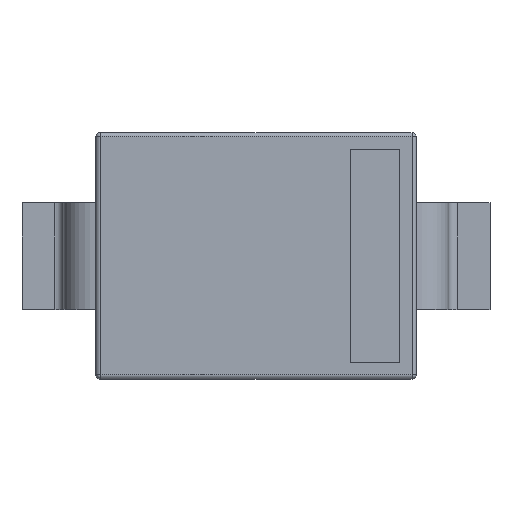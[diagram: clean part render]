
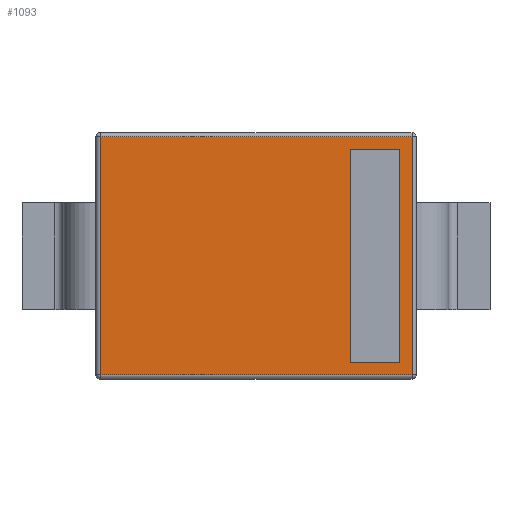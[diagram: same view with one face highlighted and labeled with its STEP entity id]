
A CAD part, top view. The second image highlights one B-rep face of the part: STEP entity #1093.
In plain terms, the highlighted planar face has unit normal (0, 0, 1).
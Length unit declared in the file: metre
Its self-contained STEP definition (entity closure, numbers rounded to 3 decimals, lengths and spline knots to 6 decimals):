
#297=ORIENTED_EDGE('',*,*,#525,.T.);
#298=ORIENTED_EDGE('',*,*,#526,.T.);
#299=ORIENTED_EDGE('',*,*,#527,.T.);
#300=ORIENTED_EDGE('',*,*,#528,.T.);
#525=EDGE_CURVE('',#653,#654,#757,.T.);
#526=EDGE_CURVE('',#654,#655,#758,.T.);
#527=EDGE_CURVE('',#655,#656,#759,.F.);
#528=EDGE_CURVE('',#656,#653,#760,.F.);
#653=VERTEX_POINT('',#1885);
#654=VERTEX_POINT('',#1886);
#655=VERTEX_POINT('',#1888);
#656=VERTEX_POINT('',#1890);
#757=LINE('',#1884,#861);
#758=LINE('',#1887,#862);
#759=LINE('',#1889,#863);
#760=LINE('',#1891,#864);
#861=VECTOR('',#1507,1.);
#862=VECTOR('',#1508,1.);
#863=VECTOR('',#1509,1.);
#864=VECTOR('',#1510,1.);
#915=EDGE_LOOP('',(#297,#298,#299,#300));
#987=FACE_BOUND('',#915,.T.);
#1051=PLANE('',#1231);
#1093=ADVANCED_FACE('',(#987),#1051,.T.);
#1231=AXIS2_PLACEMENT_3D('',#1883,#1505,#1506);
#1505=DIRECTION('',(0.,0.,1.));
#1506=DIRECTION('',(1.,0.,0.));
#1507=DIRECTION('',(0.,-1.,0.));
#1508=DIRECTION('',(1.,0.,0.));
#1509=DIRECTION('',(0.,-1.,0.));
#1510=DIRECTION('',(1.,0.,0.));
#1883=CARTESIAN_POINT('',(0.,0.,0.00115));
#1884=CARTESIAN_POINT('',(-0.00095,-0.00075,0.00115));
#1885=CARTESIAN_POINT('',(-0.00095,0.000725,0.00115));
#1886=CARTESIAN_POINT('',(-0.00095,-0.000725,0.00115));
#1887=CARTESIAN_POINT('',(0.000975,-0.000725,0.00115));
#1888=CARTESIAN_POINT('',(0.00095,-0.000725,0.00115));
#1889=CARTESIAN_POINT('',(0.00095,0.,0.00115));
#1890=CARTESIAN_POINT('',(0.00095,0.000725,0.00115));
#1891=CARTESIAN_POINT('',(0.,0.000725,0.00115));
